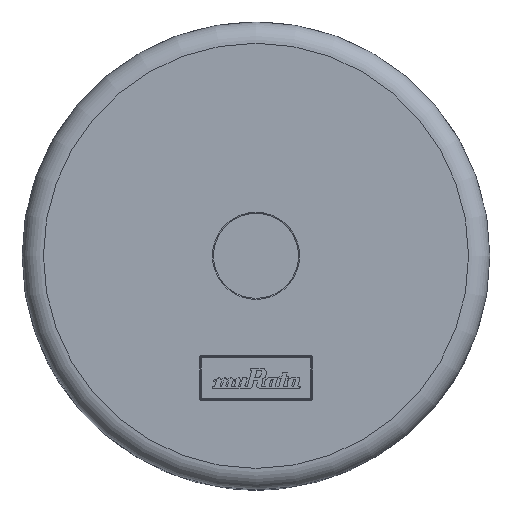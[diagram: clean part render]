
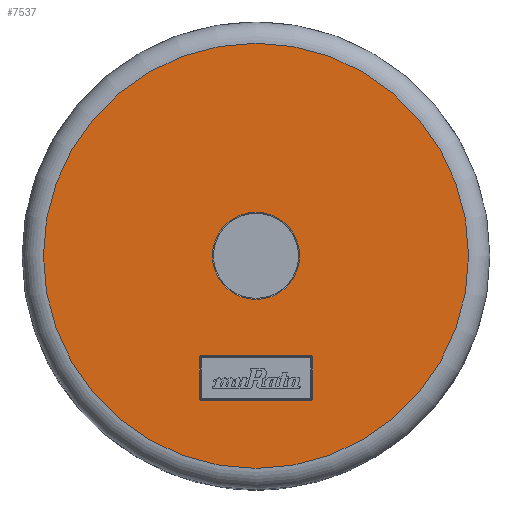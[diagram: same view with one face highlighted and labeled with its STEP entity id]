
A CAD part, top view. The second image highlights one B-rep face of the part: STEP entity #7537.
In plain terms, the highlighted planar face has unit normal (0, 0, 1).
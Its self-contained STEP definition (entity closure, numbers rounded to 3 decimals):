
#122=FACE_BOUND('',#2154,.T.);
#123=FACE_BOUND('',#2155,.T.);
#135=PLANE('',#8146);
#298=LINE('',#11769,#887);
#299=LINE('',#11780,#888);
#301=LINE('',#11792,#890);
#303=LINE('',#11804,#892);
#887=VECTOR('',#9159,10.);
#888=VECTOR('',#9172,10.);
#890=VECTOR('',#9186,10.);
#892=VECTOR('',#9200,10.);
#1674=FACE_OUTER_BOUND('',#2153,.T.);
#2153=EDGE_LOOP('',(#5159,#5160));
#2154=EDGE_LOOP('',(#5161));
#2155=EDGE_LOOP('',(#5162,#5163,#5164,#5165,#5166,#5167,#5168,#5169));
#2642=CIRCLE('',#8121,0.1);
#2646=CIRCLE('',#8127,0.1);
#2650=CIRCLE('',#8133,0.1);
#2653=CIRCLE('',#8138,0.1);
#2657=CIRCLE('',#8147,10.);
#2658=CIRCLE('',#8148,10.);
#2659=CIRCLE('',#8149,2.05);
#3198=VERTEX_POINT('',#11762);
#3201=VERTEX_POINT('',#11767);
#3203=VERTEX_POINT('',#11772);
#3205=VERTEX_POINT('',#11778);
#3207=VERTEX_POINT('',#11784);
#3209=VERTEX_POINT('',#11790);
#3211=VERTEX_POINT('',#11796);
#3213=VERTEX_POINT('',#11802);
#3219=VERTEX_POINT('',#11828);
#3220=VERTEX_POINT('',#11829);
#3221=VERTEX_POINT('',#11832);
#3929=EDGE_CURVE('',#3201,#3198,#298,.T.);
#3931=EDGE_CURVE('',#3203,#3201,#2642,.T.);
#3934=EDGE_CURVE('',#3205,#3203,#299,.T.);
#3937=EDGE_CURVE('',#3207,#3205,#2646,.T.);
#3940=EDGE_CURVE('',#3209,#3207,#301,.T.);
#3943=EDGE_CURVE('',#3211,#3209,#2650,.T.);
#3946=EDGE_CURVE('',#3213,#3211,#303,.T.);
#3948=EDGE_CURVE('',#3198,#3213,#2653,.T.);
#3959=EDGE_CURVE('',#3219,#3220,#2657,.T.);
#3960=EDGE_CURVE('',#3220,#3219,#2658,.T.);
#3961=EDGE_CURVE('',#3221,#3221,#2659,.T.);
#5159=ORIENTED_EDGE('',*,*,#3959,.F.);
#5160=ORIENTED_EDGE('',*,*,#3960,.F.);
#5161=ORIENTED_EDGE('',*,*,#3961,.F.);
#5162=ORIENTED_EDGE('',*,*,#3929,.F.);
#5163=ORIENTED_EDGE('',*,*,#3931,.F.);
#5164=ORIENTED_EDGE('',*,*,#3934,.F.);
#5165=ORIENTED_EDGE('',*,*,#3937,.F.);
#5166=ORIENTED_EDGE('',*,*,#3940,.F.);
#5167=ORIENTED_EDGE('',*,*,#3943,.F.);
#5168=ORIENTED_EDGE('',*,*,#3946,.F.);
#5169=ORIENTED_EDGE('',*,*,#3948,.F.);
#7537=ADVANCED_FACE('',(#1674,#122,#123),#135,.T.);
#8121=AXIS2_PLACEMENT_3D('',#11774,#9164,#9165);
#8127=AXIS2_PLACEMENT_3D('',#11786,#9178,#9179);
#8133=AXIS2_PLACEMENT_3D('',#11798,#9192,#9193);
#8138=AXIS2_PLACEMENT_3D('',#11807,#9204,#9205);
#8146=AXIS2_PLACEMENT_3D('',#11827,#9227,#9228);
#8147=AXIS2_PLACEMENT_3D('',#11830,#9229,#9230);
#8148=AXIS2_PLACEMENT_3D('',#11831,#9231,#9232);
#8149=AXIS2_PLACEMENT_3D('',#11833,#9233,#9234);
#9159=DIRECTION('',(0.,-1.,0.));
#9164=DIRECTION('center_axis',(0.,0.,1.));
#9165=DIRECTION('ref_axis',(-0.707,0.707,0.));
#9172=DIRECTION('',(-1.,0.,0.));
#9178=DIRECTION('center_axis',(0.,0.,1.));
#9179=DIRECTION('ref_axis',(0.707,0.707,0.));
#9186=DIRECTION('',(0.,1.,0.));
#9192=DIRECTION('center_axis',(0.,0.,1.));
#9193=DIRECTION('ref_axis',(0.707,-0.707,0.));
#9200=DIRECTION('',(1.,0.,0.));
#9204=DIRECTION('center_axis',(0.,0.,1.));
#9205=DIRECTION('ref_axis',(-0.707,-0.707,0.));
#9227=DIRECTION('center_axis',(0.,0.,1.));
#9228=DIRECTION('ref_axis',(1.,0.,0.));
#9229=DIRECTION('center_axis',(0.,0.,-1.));
#9230=DIRECTION('ref_axis',(-1.,0.,0.));
#9231=DIRECTION('center_axis',(0.,0.,-1.));
#9232=DIRECTION('ref_axis',(-1.,0.,0.));
#9233=DIRECTION('center_axis',(0.,0.,1.));
#9234=DIRECTION('ref_axis',(-1.,0.,0.));
#11762=CARTESIAN_POINT('',(-2.671,-6.7,13.));
#11767=CARTESIAN_POINT('',(-2.671,-4.8,13.));
#11769=CARTESIAN_POINT('',(-2.671,-3.375,13.));
#11772=CARTESIAN_POINT('',(-2.571,-4.7,13.));
#11774=CARTESIAN_POINT('Origin',(-2.571,-4.8,13.));
#11778=CARTESIAN_POINT('',(2.579,-4.7,13.));
#11780=CARTESIAN_POINT('',(-1.31,-4.7,13.));
#11784=CARTESIAN_POINT('',(2.679,-4.8,13.));
#11786=CARTESIAN_POINT('Origin',(2.579,-4.8,13.));
#11790=CARTESIAN_POINT('',(2.679,-6.7,13.));
#11792=CARTESIAN_POINT('',(2.679,-2.375,13.));
#11796=CARTESIAN_POINT('',(2.579,-6.8,13.));
#11798=CARTESIAN_POINT('Origin',(2.579,-6.7,13.));
#11802=CARTESIAN_POINT('',(-2.571,-6.8,13.));
#11804=CARTESIAN_POINT('',(1.315,-6.8,13.));
#11807=CARTESIAN_POINT('Origin',(-2.571,-6.7,13.));
#11827=CARTESIAN_POINT('Origin',(0.,0.,13.));
#11828=CARTESIAN_POINT('',(10.,0.,13.));
#11829=CARTESIAN_POINT('',(-10.,0.,13.));
#11830=CARTESIAN_POINT('Origin',(0.,0.,13.));
#11831=CARTESIAN_POINT('Origin',(0.,0.,13.));
#11832=CARTESIAN_POINT('',(2.05,0.,13.));
#11833=CARTESIAN_POINT('Origin',(0.,0.,13.));
